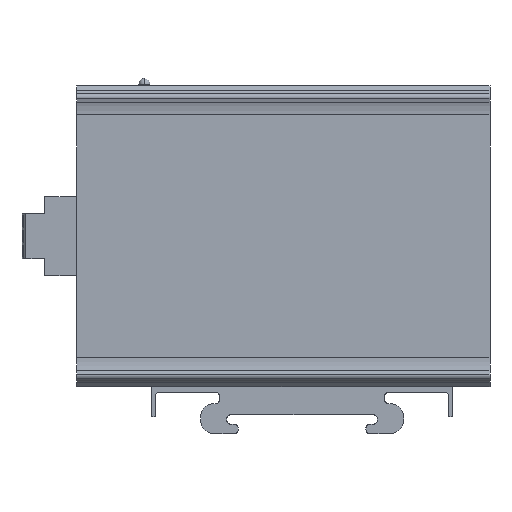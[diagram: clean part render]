
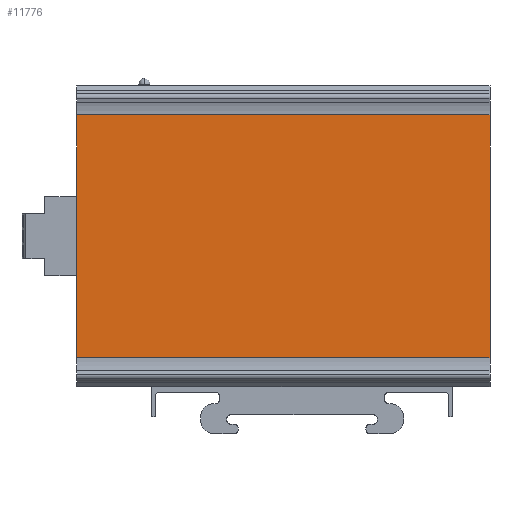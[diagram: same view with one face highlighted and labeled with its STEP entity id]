
A CAD part, left-side view. The second image highlights one B-rep face of the part: STEP entity #11776.
In plain terms, the highlighted planar face has unit normal (-1, 0, 0).
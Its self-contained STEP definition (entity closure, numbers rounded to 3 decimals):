
#534 = VECTOR ( 'NONE', #7233, 1000. ) ;
#561 = CARTESIAN_POINT ( 'NONE',  ( 1., 0., -72.284 ) ) ;
#810 = CARTESIAN_POINT ( 'NONE',  ( 1., 0., -7.716 ) ) ;
#908 = EDGE_CURVE ( 'NONE', #5806, #4829, #9389, .T. ) ;
#1085 = ORIENTED_EDGE ( 'NONE', *, *, #12204, .T. ) ;
#2272 = CARTESIAN_POINT ( 'NONE',  ( 1., 110., -7.716 ) ) ;
#2404 = VECTOR ( 'NONE', #10042, 1000. ) ;
#2644 = CARTESIAN_POINT ( 'NONE',  ( 1., 110., -72.284 ) ) ;
#2747 = FACE_OUTER_BOUND ( 'NONE', #10045, .T. ) ;
#2816 = DIRECTION ( 'NONE',  ( 0., 0., -1. ) ) ;
#2940 = LINE ( 'NONE', #2644, #534 ) ;
#3030 = CARTESIAN_POINT ( 'NONE',  ( 1., 0., -72.284 ) ) ;
#4077 = ORIENTED_EDGE ( 'NONE', *, *, #4490, .F. ) ;
#4490 = EDGE_CURVE ( 'NONE', #8776, #5806, #2940, .T. ) ;
#4829 = VERTEX_POINT ( 'NONE', #810 ) ;
#5568 = AXIS2_PLACEMENT_3D ( 'NONE', #13096, #6285, #2816 ) ;
#5622 = CARTESIAN_POINT ( 'NONE',  ( 1., 110., -72.284 ) ) ;
#5806 = VERTEX_POINT ( 'NONE', #2272 ) ;
#6285 = DIRECTION ( 'NONE',  ( 1., 0., 0. ) ) ;
#6301 = VECTOR ( 'NONE', #13822, 1000. ) ;
#6501 = ORIENTED_EDGE ( 'NONE', *, *, #9899, .T. ) ;
#6774 = ORIENTED_EDGE ( 'NONE', *, *, #908, .F. ) ;
#7233 = DIRECTION ( 'NONE',  ( 0., 0., 1. ) ) ;
#8279 = CARTESIAN_POINT ( 'NONE',  ( 1., 110., -72.284 ) ) ;
#8776 = VERTEX_POINT ( 'NONE', #8279 ) ;
#9389 = LINE ( 'NONE', #13970, #6301 ) ;
#9899 = EDGE_CURVE ( 'NONE', #8776, #12361, #12298, .T. ) ;
#10042 = DIRECTION ( 'NONE',  ( 0., -1., 0. ) ) ;
#10045 = EDGE_LOOP ( 'NONE', ( #1085, #6774, #4077, #6501 ) ) ;
#10048 = VECTOR ( 'NONE', #13993, 1000. ) ;
#11776 = ADVANCED_FACE ( 'NONE', ( #2747 ), #11901, .F. ) ;
#11901 = PLANE ( 'NONE',  #5568 ) ;
#12204 = EDGE_CURVE ( 'NONE', #12361, #4829, #12945, .T. ) ;
#12298 = LINE ( 'NONE', #5622, #2404 ) ;
#12361 = VERTEX_POINT ( 'NONE', #3030 ) ;
#12945 = LINE ( 'NONE', #561, #10048 ) ;
#13096 = CARTESIAN_POINT ( 'NONE',  ( 1., 110., -72.284 ) ) ;
#13822 = DIRECTION ( 'NONE',  ( 0., -1., 0. ) ) ;
#13970 = CARTESIAN_POINT ( 'NONE',  ( 1., 110., -7.716 ) ) ;
#13993 = DIRECTION ( 'NONE',  ( 0., 0., 1. ) ) ;
